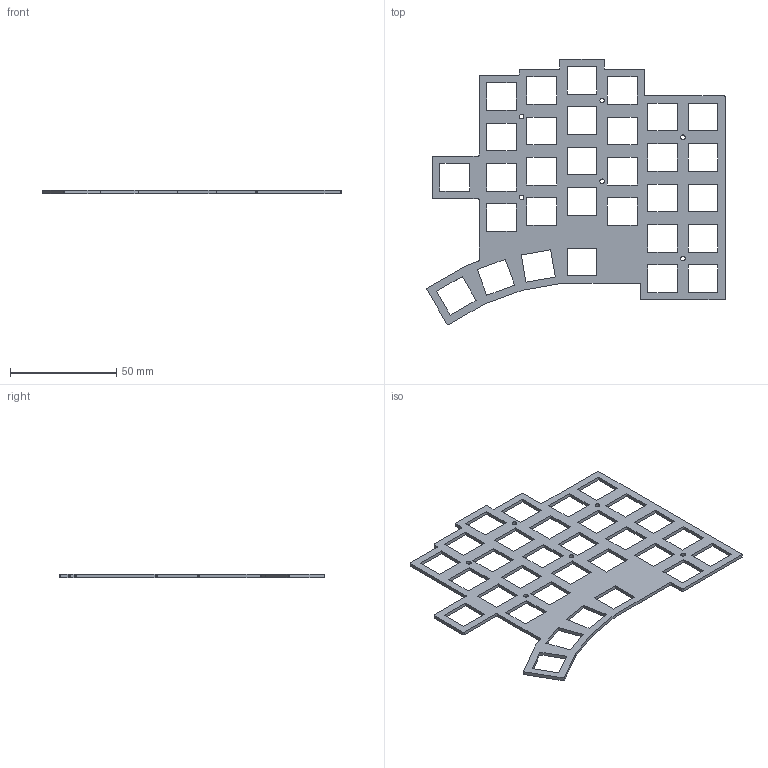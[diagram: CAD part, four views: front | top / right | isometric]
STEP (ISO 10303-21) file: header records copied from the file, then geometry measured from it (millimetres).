
FILE_DESCRIPTION(/* description */ (''),/* implementation_level */ '2;1');
FILE_NAME(/* name */ 'Left-Plate.step',/* time_stamp */ '2024-09-08T06:54:58-06:00',/* author */ (''),/* organization */ (''),/* preprocessor_version */ 'ST-DEVELOPER v20',/* originating_system */ 'Autodesk Translation Framework v13.14.0.145',/* authorisation */ '');
FILE_SCHEMA (('AUTOMOTIVE_DESIGN { 1 0 10303 214 3 1 1 }'));
Length unit declared in the file: millimetre
Products named in the file (1): Right Plate v10(Mirror)
Bounding box: 140.66 x 125.31 x 1.6 mm (x, y, z)
Volume: 11191.3 mm3; surface area: 17622.5 mm2
Topology: 1 solids, 1 shells, 181 faces, 537 edges, 358 vertices
Faces by surface type: plane 152, cylinder 29
Full cylindrical faces by diameter (mm): 2.2 x6
Entity records: 6170 total; most frequent: CARTESIAN_POINT 1077, ORIENTED_EDGE 1074, DIRECTION 959, EDGE_CURVE 537, LINE 479, VECTOR 479, VERTEX_POINT 358, EDGE_LOOP 255
